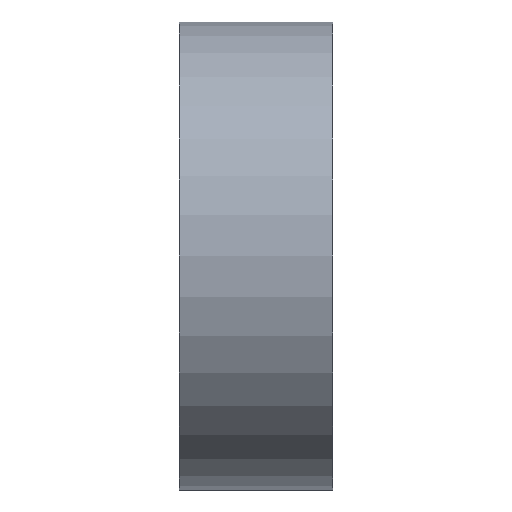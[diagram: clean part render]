
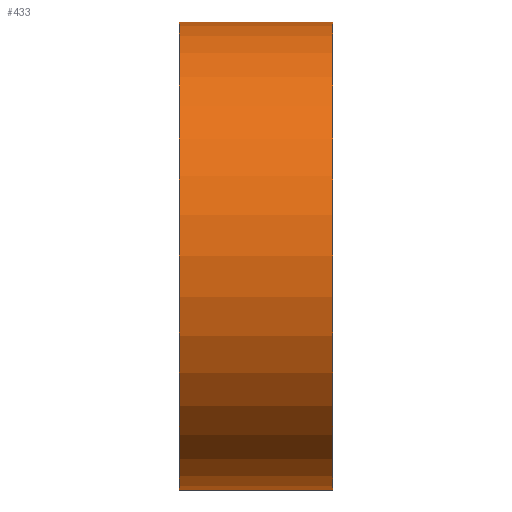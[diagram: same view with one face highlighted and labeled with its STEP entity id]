
A CAD part, left-side view. The second image highlights one B-rep face of the part: STEP entity #433.
In plain terms, the highlighted cylindrical face has radius 6 mm (diameter 12 mm), a partial arc.
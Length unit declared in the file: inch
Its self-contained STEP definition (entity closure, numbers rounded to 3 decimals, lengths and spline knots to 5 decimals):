
#22 = DIRECTION ( 'NONE',  ( 0., -1., 0. ) ) ;
#32 = CARTESIAN_POINT ( 'NONE',  ( 0., 0.15472, -0.23622 ) ) ;
#35 = VERTEX_POINT ( 'NONE', #415 ) ;
#36 = LINE ( 'NONE', #423, #301 ) ;
#44 = CARTESIAN_POINT ( 'NONE',  ( 0., 0., -0.23622 ) ) ;
#51 = CARTESIAN_POINT ( 'NONE',  ( 0., 0.15472, -0.23622 ) ) ;
#78 = LINE ( 'NONE', #51, #313 ) ;
#117 = ORIENTED_EDGE ( 'NONE', *, *, #531, .F. ) ;
#136 = FACE_OUTER_BOUND ( 'NONE', #382, .T. ) ;
#142 = VERTEX_POINT ( 'NONE', #44 ) ;
#161 = ORIENTED_EDGE ( 'NONE', *, *, #304, .F. ) ;
#208 = CARTESIAN_POINT ( 'NONE',  ( 0., 0.15472, 0. ) ) ;
#211 = DIRECTION ( 'NONE',  ( 0., 0., 1. ) ) ;
#212 = CIRCLE ( 'NONE', #320, 0.23622 ) ;
#218 = DIRECTION ( 'NONE',  ( 0., 1., 0. ) ) ;
#222 = CARTESIAN_POINT ( 'NONE',  ( 0., 0., 0. ) ) ;
#228 = DIRECTION ( 'NONE',  ( 0., -1., 0. ) ) ;
#230 = CYLINDRICAL_SURFACE ( 'NONE', #336, 0.23622 ) ;
#240 = DIRECTION ( 'NONE',  ( 0., 0., -1. ) ) ;
#254 = VERTEX_POINT ( 'NONE', #32 ) ;
#269 = EDGE_CURVE ( 'NONE', #254, #142, #78, .T. ) ;
#292 = ORIENTED_EDGE ( 'NONE', *, *, #269, .T. ) ;
#301 = VECTOR ( 'NONE', #544, 39.37008 ) ;
#304 = EDGE_CURVE ( 'NONE', #363, #35, #36, .T. ) ;
#313 = VECTOR ( 'NONE', #22, 39.37008 ) ;
#320 = AXIS2_PLACEMENT_3D ( 'NONE', #222, #218, #211 ) ;
#322 = CARTESIAN_POINT ( 'NONE',  ( 0., 0.15472, 0.23622 ) ) ;
#336 = AXIS2_PLACEMENT_3D ( 'NONE', #208, #228, #240 ) ;
#340 = AXIS2_PLACEMENT_3D ( 'NONE', #501, #489, #499 ) ;
#363 = VERTEX_POINT ( 'NONE', #322 ) ;
#377 = ORIENTED_EDGE ( 'NONE', *, *, #425, .T. ) ;
#382 = EDGE_LOOP ( 'NONE', ( #161, #117, #292, #377 ) ) ;
#415 = CARTESIAN_POINT ( 'NONE',  ( 0., 0., 0.23622 ) ) ;
#423 = CARTESIAN_POINT ( 'NONE',  ( 0., 0.15472, 0.23622 ) ) ;
#425 = EDGE_CURVE ( 'NONE', #142, #35, #212, .T. ) ;
#433 = ADVANCED_FACE ( 'NONE', ( #136 ), #230, .T. ) ;
#489 = DIRECTION ( 'NONE',  ( 0., 1., 0. ) ) ;
#499 = DIRECTION ( 'NONE',  ( 0., 0., 1. ) ) ;
#501 = CARTESIAN_POINT ( 'NONE',  ( 0., 0.15472, 0. ) ) ;
#531 = EDGE_CURVE ( 'NONE', #254, #363, #566, .T. ) ;
#544 = DIRECTION ( 'NONE',  ( 0., -1., 0. ) ) ;
#566 = CIRCLE ( 'NONE', #340, 0.23622 ) ;
